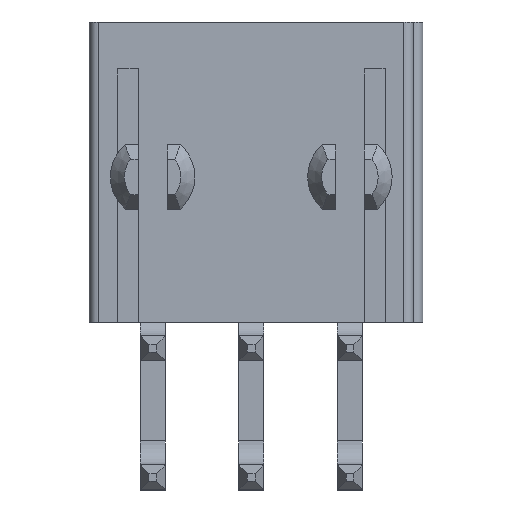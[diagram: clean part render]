
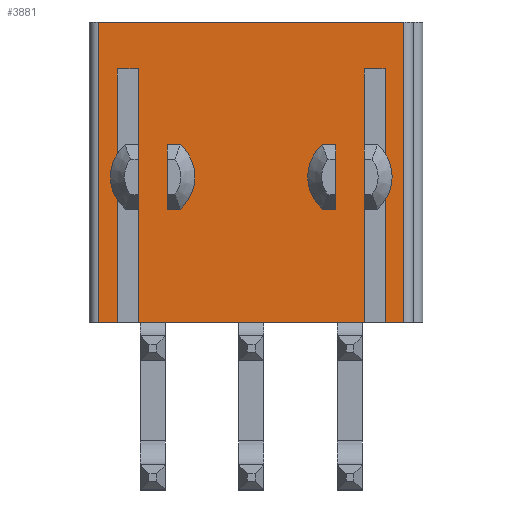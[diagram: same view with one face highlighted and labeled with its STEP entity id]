
A CAD part, front view. The second image highlights one B-rep face of the part: STEP entity #3881.
In plain terms, the highlighted planar face has unit normal (0, -1, 0).
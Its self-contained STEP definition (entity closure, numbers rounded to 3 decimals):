
#66=CIRCLE('',#4004,1.5);
#110=CIRCLE('',#4172,1.5);
#643=ORIENTED_EDGE('',*,*,#1604,.T.);
#644=ORIENTED_EDGE('',*,*,#1246,.T.);
#645=ORIENTED_EDGE('',*,*,#1606,.T.);
#646=ORIENTED_EDGE('',*,*,#1607,.T.);
#647=ORIENTED_EDGE('',*,*,#1421,.F.);
#648=ORIENTED_EDGE('',*,*,#1608,.F.);
#649=ORIENTED_EDGE('',*,*,#1509,.T.);
#650=ORIENTED_EDGE('',*,*,#1609,.T.);
#651=ORIENTED_EDGE('',*,*,#1514,.F.);
#652=ORIENTED_EDGE('',*,*,#1610,.F.);
#653=ORIENTED_EDGE('',*,*,#1337,.T.);
#654=ORIENTED_EDGE('',*,*,#1409,.F.);
#655=ORIENTED_EDGE('',*,*,#1611,.T.);
#656=ORIENTED_EDGE('',*,*,#1612,.F.);
#657=ORIENTED_EDGE('',*,*,#1613,.T.);
#658=ORIENTED_EDGE('',*,*,#1614,.F.);
#1246=EDGE_CURVE('',#1793,#1794,#66,.T.);
#1337=EDGE_CURVE('',#1875,#1876,#2206,.T.);
#1409=EDGE_CURVE('',#1926,#1876,#2269,.T.);
#1421=EDGE_CURVE('',#1936,#1933,#2281,.T.);
#1509=EDGE_CURVE('',#1990,#1992,#2350,.T.);
#1514=EDGE_CURVE('',#1995,#1997,#2354,.T.);
#1604=EDGE_CURVE('',#1794,#1793,#2437,.T.);
#1606=EDGE_CURVE('',#2050,#2051,#2439,.T.);
#1607=EDGE_CURVE('',#2051,#2050,#110,.T.);
#1608=EDGE_CURVE('',#1990,#1936,#2440,.T.);
#1609=EDGE_CURVE('',#1992,#1997,#2441,.T.);
#1610=EDGE_CURVE('',#1875,#1995,#2442,.T.);
#1611=EDGE_CURVE('',#1926,#2052,#2443,.T.);
#1612=EDGE_CURVE('',#2053,#2052,#2444,.T.);
#1613=EDGE_CURVE('',#2053,#2054,#2445,.T.);
#1614=EDGE_CURVE('',#1933,#2054,#2446,.T.);
#1793=VERTEX_POINT('',#5432);
#1794=VERTEX_POINT('',#5433);
#1875=VERTEX_POINT('',#5624);
#1876=VERTEX_POINT('',#5626);
#1926=VERTEX_POINT('',#5771);
#1933=VERTEX_POINT('',#5790);
#1936=VERTEX_POINT('',#5796);
#1990=VERTEX_POINT('',#5967);
#1992=VERTEX_POINT('',#5971);
#1995=VERTEX_POINT('',#5981);
#1997=VERTEX_POINT('',#5984);
#2050=VERTEX_POINT('',#6166);
#2051=VERTEX_POINT('',#6167);
#2052=VERTEX_POINT('',#6173);
#2053=VERTEX_POINT('',#6175);
#2054=VERTEX_POINT('',#6177);
#2206=LINE('',#5627,#2689);
#2269=LINE('',#5772,#2752);
#2281=LINE('',#5797,#2764);
#2350=LINE('',#5972,#2833);
#2354=LINE('',#5983,#2837);
#2437=LINE('',#6162,#2920);
#2439=LINE('',#6165,#2922);
#2440=LINE('',#6169,#2923);
#2441=LINE('',#6170,#2924);
#2442=LINE('',#6171,#2925);
#2443=LINE('',#6172,#2926);
#2444=LINE('',#6174,#2927);
#2445=LINE('',#6176,#2928);
#2446=LINE('',#6178,#2929);
#2689=VECTOR('',#4488,1000.);
#2752=VECTOR('',#4615,1000.);
#2764=VECTOR('',#4633,1000.);
#2833=VECTOR('',#4802,1000.);
#2837=VECTOR('',#4812,1000.);
#2920=VECTOR('',#4981,1000.);
#2922=VECTOR('',#4985,1000.);
#2923=VECTOR('',#4988,1000.);
#2924=VECTOR('',#4989,1000.);
#2925=VECTOR('',#4990,1000.);
#2926=VECTOR('',#4991,1000.);
#2927=VECTOR('',#4992,1000.);
#2928=VECTOR('',#4993,1000.);
#2929=VECTOR('',#4994,1000.);
#3190=EDGE_LOOP('',(#643,#644));
#3191=EDGE_LOOP('',(#645,#646));
#3192=EDGE_LOOP('',(#647,#648,#649,#650,#651,#652,#653,#654,#655,#656,#657,
#658));
#3437=FACE_BOUND('',#3190,.T.);
#3438=FACE_BOUND('',#3191,.T.);
#3439=FACE_BOUND('',#3192,.T.);
#3663=PLANE('',#4171);
#3881=ADVANCED_FACE('',(#3437,#3438,#3439),#3663,.T.);
#4004=AXIS2_PLACEMENT_3D('',#5431,#4340,#4341);
#4171=AXIS2_PLACEMENT_3D('',#6164,#4983,#4984);
#4172=AXIS2_PLACEMENT_3D('',#6168,#4986,#4987);
#4340=DIRECTION('',(0.,1.,0.));
#4341=DIRECTION('',(-0.407,0.,-0.914));
#4488=DIRECTION('',(0.,0.,1.));
#4615=DIRECTION('',(-1.,0.,0.));
#4633=DIRECTION('',(0.,0.,1.));
#4802=DIRECTION('',(0.,0.,1.));
#4812=DIRECTION('',(0.,0.,1.));
#4981=DIRECTION('',(0.,0.,-1.));
#4983=DIRECTION('',(0.,-1.,0.));
#4984=DIRECTION('',(0.,0.,-1.));
#4985=DIRECTION('',(0.,0.,1.));
#4986=DIRECTION('',(0.,1.,0.));
#4987=DIRECTION('',(0.407,0.,0.914));
#4988=DIRECTION('',(-1.,0.,0.));
#4989=DIRECTION('',(-1.,0.,0.));
#4990=DIRECTION('',(-1.,0.,0.));
#4991=DIRECTION('',(0.,0.,-1.));
#4992=DIRECTION('',(-1.,0.,0.));
#4993=DIRECTION('',(0.,0.,1.));
#4994=DIRECTION('',(-1.,0.,0.));
#5431=CARTESIAN_POINT('',(4.2,0.4,-6.6));
#5432=CARTESIAN_POINT('',(3.59,0.4,-7.97));
#5433=CARTESIAN_POINT('',(3.59,0.4,-5.23));
#5624=CARTESIAN_POINT('',(-5.7,0.4,-12.8));
#5626=CARTESIAN_POINT('',(-5.7,0.4,-2.));
#5627=CARTESIAN_POINT('',(-5.7,0.4,-12.8));
#5771=CARTESIAN_POINT('',(-4.81,0.4,-2.));
#5772=CARTESIAN_POINT('',(5.7,0.4,-2.));
#5790=CARTESIAN_POINT('',(5.7,0.4,-2.));
#5796=CARTESIAN_POINT('',(5.7,0.4,-12.8));
#5797=CARTESIAN_POINT('',(5.7,0.4,-12.8));
#5967=CARTESIAN_POINT('',(6.5,0.4,-12.8));
#5971=CARTESIAN_POINT('',(6.5,0.4,0.));
#5972=CARTESIAN_POINT('',(6.5,0.4,-12.8));
#5981=CARTESIAN_POINT('',(-6.5,0.4,-12.8));
#5983=CARTESIAN_POINT('',(-6.5,0.4,-12.8));
#5984=CARTESIAN_POINT('',(-6.5,0.4,0.));
#6162=CARTESIAN_POINT('',(3.59,0.4,-5.23));
#6164=CARTESIAN_POINT('',(6.9,0.4,0.));
#6165=CARTESIAN_POINT('',(-3.59,0.4,-7.97));
#6166=CARTESIAN_POINT('',(-3.59,0.4,-7.97));
#6167=CARTESIAN_POINT('',(-3.59,0.4,-5.23));
#6168=CARTESIAN_POINT('',(-4.2,0.4,-6.6));
#6169=CARTESIAN_POINT('',(6.5,0.4,-12.8));
#6170=CARTESIAN_POINT('',(6.5,0.4,0.));
#6171=CARTESIAN_POINT('',(-5.7,0.4,-12.8));
#6172=CARTESIAN_POINT('',(-4.81,0.4,-2.));
#6173=CARTESIAN_POINT('',(-4.81,0.4,-12.8));
#6174=CARTESIAN_POINT('',(4.81,0.4,-12.8));
#6175=CARTESIAN_POINT('',(4.81,0.4,-12.8));
#6176=CARTESIAN_POINT('',(4.81,0.4,-12.8));
#6177=CARTESIAN_POINT('',(4.81,0.4,-2.));
#6178=CARTESIAN_POINT('',(5.7,0.4,-2.));
